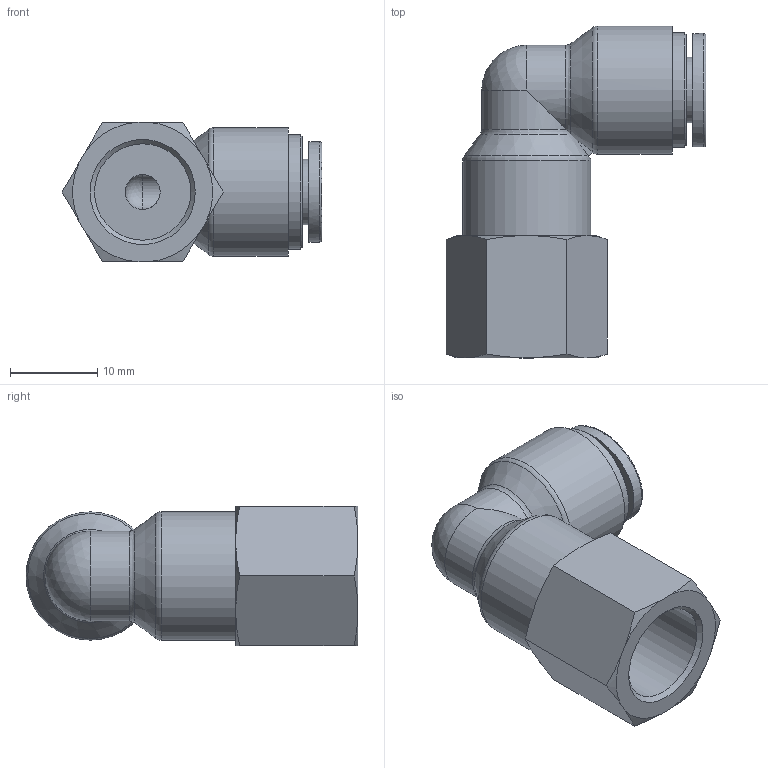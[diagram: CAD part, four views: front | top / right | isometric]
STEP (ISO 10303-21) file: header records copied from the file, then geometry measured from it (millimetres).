
FILE_DESCRIPTION((''),'2;1');
FILE_NAME('CR-PLF 06G02.stp','2020-08-25T13:39:39',('user'),(''),'Autodesk Inventor 2013','Autodesk Inventor 2013','');
FILE_SCHEMA(('AUTOMOTIVE_DESIGN { 1 0 10303 214 1 1 1 1 }'));
Length unit declared in the file: millimetre
Products named in the file (6): 조립품9; CR-PUL 06 BODY ; CR-COLLAR 06; HR-Collar 06L(SUS); CR-SLEEVE 06; HR-PLF BODY 06G02
Assembly tree (5 placements, depth 3):
  조립품9
    CR-PUL 06 BODY 
    CR-COLLAR 06
      HR-Collar 06L(SUS)
      CR-SLEEVE 06
    HR-PLF BODY 06G02
Bounding box: 29.79 x 38.05 x 16 mm (x, y, z)
Volume: 5920.1 mm3; surface area: 4494.7 mm2
Topology: 4 solids, 4 shells, 253 faces, 684 edges, 454 vertices
Faces by surface type: plane 188, cylinder 21, bspline 20, cone 18, torus 4, sphere 2
Full cylindrical faces by diameter (mm): 2 x1, 4 x3, 6.198 x1, 6.2 x2, 7.5 x1, 11.05 x1, 13.15 x1, 14.7 x2
Entity records: 8243 total; most frequent: CARTESIAN_POINT 1879, ORIENTED_EDGE 1318, DIRECTION 1217, EDGE_CURVE 659, VECTOR 509, LINE 509, VERTEX_POINT 448, AXIS2_PLACEMENT_3D 354
